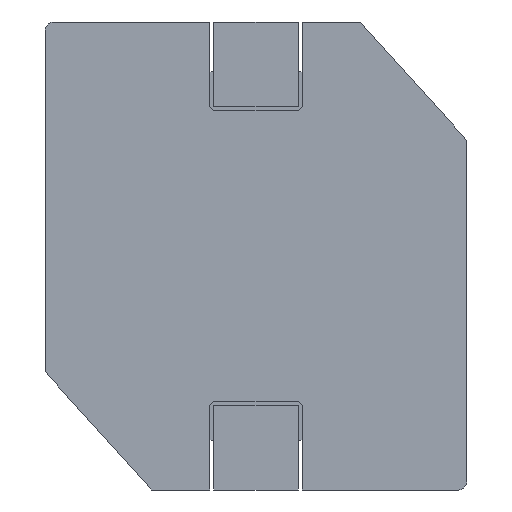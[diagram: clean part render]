
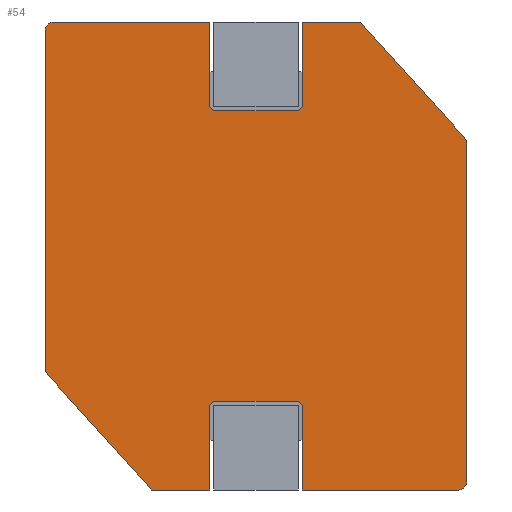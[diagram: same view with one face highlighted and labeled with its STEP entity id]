
A CAD part, front view. The second image highlights one B-rep face of the part: STEP entity #54.
In plain terms, the highlighted planar face has unit normal (0, -1, 0).
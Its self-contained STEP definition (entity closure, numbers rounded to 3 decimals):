
#54=ADVANCED_FACE('',(#136),#137,.F.);
#136=FACE_OUTER_BOUND('',#283,.T.);
#137=PLANE('',#284);
#283=EDGE_LOOP('',(#9386,#9387,#9388,#9389,#9390,#9391,#9392,#9393,#9394,#9395,#9396,#9397,#9398,#9399,#9400,#9401,#9402,#9403,#9404,#9405,#9406,#9407));
#284=AXIS2_PLACEMENT_3D('',#9408,#9409,#9410);
#9386=ORIENTED_EDGE('',*,*,#9909,.T.);
#9387=ORIENTED_EDGE('',*,*,#9910,.T.);
#9388=ORIENTED_EDGE('',*,*,#9911,.T.);
#9389=ORIENTED_EDGE('',*,*,#9912,.T.);
#9390=ORIENTED_EDGE('',*,*,#9913,.F.);
#9391=ORIENTED_EDGE('',*,*,#9914,.T.);
#9392=ORIENTED_EDGE('',*,*,#9915,.T.);
#9393=ORIENTED_EDGE('',*,*,#9916,.T.);
#9394=ORIENTED_EDGE('',*,*,#9917,.F.);
#9395=ORIENTED_EDGE('',*,*,#9918,.F.);
#9396=ORIENTED_EDGE('',*,*,#9919,.T.);
#9397=ORIENTED_EDGE('',*,*,#9920,.T.);
#9398=ORIENTED_EDGE('',*,*,#9921,.T.);
#9399=ORIENTED_EDGE('',*,*,#9922,.T.);
#9400=ORIENTED_EDGE('',*,*,#9923,.T.);
#9401=ORIENTED_EDGE('',*,*,#9924,.F.);
#9402=ORIENTED_EDGE('',*,*,#9925,.T.);
#9403=ORIENTED_EDGE('',*,*,#9926,.T.);
#9404=ORIENTED_EDGE('',*,*,#9927,.T.);
#9405=ORIENTED_EDGE('',*,*,#9928,.F.);
#9406=ORIENTED_EDGE('',*,*,#9929,.F.);
#9407=ORIENTED_EDGE('',*,*,#9930,.T.);
#9408=CARTESIAN_POINT('',(0.0,0.0,0.0));
#9409=DIRECTION('',(0.0,1.0,0.0));
#9410=DIRECTION('',(1.0,0.0,-0.0));
#9909=EDGE_CURVE('',#10134,#10135,#10136,.T.);
#9910=EDGE_CURVE('',#10135,#10137,#10138,.T.);
#9911=EDGE_CURVE('',#10137,#10139,#10140,.T.);
#9912=EDGE_CURVE('',#10139,#10141,#10142,.T.);
#9913=EDGE_CURVE('',#10143,#10141,#10144,.T.);
#9914=EDGE_CURVE('',#10143,#10145,#10146,.T.);
#9915=EDGE_CURVE('',#10145,#10147,#10148,.T.);
#9916=EDGE_CURVE('',#10147,#10149,#10150,.T.);
#9917=EDGE_CURVE('',#10151,#10149,#10152,.T.);
#9918=EDGE_CURVE('',#10153,#10151,#10154,.T.);
#9919=EDGE_CURVE('',#10153,#10155,#10156,.T.);
#9920=EDGE_CURVE('',#10155,#10157,#10158,.T.);
#9921=EDGE_CURVE('',#10157,#10159,#10160,.T.);
#9922=EDGE_CURVE('',#10159,#10161,#10162,.T.);
#9923=EDGE_CURVE('',#10161,#10163,#10164,.T.);
#9924=EDGE_CURVE('',#10165,#10163,#10166,.T.);
#9925=EDGE_CURVE('',#10165,#10167,#10168,.T.);
#9926=EDGE_CURVE('',#10167,#10169,#10170,.T.);
#9927=EDGE_CURVE('',#10169,#10171,#10172,.T.);
#9928=EDGE_CURVE('',#10173,#10171,#10174,.T.);
#9929=EDGE_CURVE('',#10175,#10173,#10176,.T.);
#9930=EDGE_CURVE('',#10175,#10134,#10177,.T.);
#10134=VERTEX_POINT('',#10531);
#10135=VERTEX_POINT('',#10532);
#10136=LINE('',#10533,#10534);
#10137=VERTEX_POINT('',#10535);
#10138=LINE('',#10536,#10537);
#10139=VERTEX_POINT('',#10538);
#10140=LINE('',#10539,#10540);
#10141=VERTEX_POINT('',#10541);
#10142=LINE('',#10542,#10543);
#10143=VERTEX_POINT('',#10544);
#10144=LINE('',#10545,#10546);
#10145=VERTEX_POINT('',#10547);
#10146=LINE('',#10548,#10549);
#10147=VERTEX_POINT('',#10550);
#10148=CIRCLE('',#10551,0.2);
#10149=VERTEX_POINT('',#10552);
#10150=LINE('',#10553,#10554);
#10151=VERTEX_POINT('',#10555);
#10152=LINE('',#10556,#10557);
#10153=VERTEX_POINT('',#10558);
#10154=LINE('',#10559,#10560);
#10155=VERTEX_POINT('',#10561);
#10156=LINE('',#10562,#10563);
#10157=VERTEX_POINT('',#10564);
#10158=LINE('',#10565,#10566);
#10159=VERTEX_POINT('',#10567);
#10160=LINE('',#10568,#10569);
#10161=VERTEX_POINT('',#10570);
#10162=LINE('',#10571,#10572);
#10163=VERTEX_POINT('',#10573);
#10164=LINE('',#10574,#10575);
#10165=VERTEX_POINT('',#10576);
#10166=LINE('',#10577,#10578);
#10167=VERTEX_POINT('',#10579);
#10168=LINE('',#10580,#10581);
#10169=VERTEX_POINT('',#10582);
#10170=CIRCLE('',#10583,0.2);
#10171=VERTEX_POINT('',#10584);
#10172=LINE('',#10585,#10586);
#10173=VERTEX_POINT('',#10587);
#10174=LINE('',#10588,#10589);
#10175=VERTEX_POINT('',#10590);
#10176=LINE('',#10591,#10592);
#10177=LINE('',#10593,#10594);
#10531=CARTESIAN_POINT('',(1.1,0.0,5.55));
#10532=CARTESIAN_POINT('',(1.1,0.0,3.55));
#10533=CARTESIAN_POINT('',(1.1,0.0,5.55));
#10534=VECTOR('',#15205,2.0);
#10535=CARTESIAN_POINT('',(1.0,0.0,3.45));
#10536=CARTESIAN_POINT('',(1.1,0.0,3.55));
#10537=VECTOR('',#15206,0.141);
#10538=CARTESIAN_POINT('',(-1.0,0.0,3.45));
#10539=CARTESIAN_POINT('',(1.0,0.0,3.45));
#10540=VECTOR('',#15207,2.0);
#10541=CARTESIAN_POINT('',(-1.1,0.0,3.55));
#10542=CARTESIAN_POINT('',(-1.0,0.0,3.45));
#10543=VECTOR('',#15208,0.141);
#10544=CARTESIAN_POINT('',(-1.1,0.0,5.55));
#10545=CARTESIAN_POINT('',(-1.1,0.0,5.55));
#10546=VECTOR('',#15209,2.0);
#10547=CARTESIAN_POINT('',(-4.8,0.0,5.55));
#10548=CARTESIAN_POINT('',(-1.1,0.0,5.55));
#10549=VECTOR('',#15210,3.7);
#10550=CARTESIAN_POINT('',(-5.0,0.0,5.35));
#10551=AXIS2_PLACEMENT_3D('',#15211,#15212,#15213);
#10552=CARTESIAN_POINT('',(-5.0,0.0,-2.748));
#10553=CARTESIAN_POINT('',(-5.0,0.0,5.35));
#10554=VECTOR('',#15214,8.098);
#10555=CARTESIAN_POINT('',(-3.253,0.0,-4.687));
#10556=CARTESIAN_POINT('',(-3.253,0.0,-4.687));
#10557=VECTOR('',#15215,2.61);
#10558=CARTESIAN_POINT('',(-2.476,0.0,-5.55));
#10559=CARTESIAN_POINT('',(-2.476,0.0,-5.55));
#10560=VECTOR('',#15216,1.161);
#10561=CARTESIAN_POINT('',(-1.1,0.0,-5.55));
#10562=CARTESIAN_POINT('',(-2.476,0.0,-5.55));
#10563=VECTOR('',#15217,1.376);
#10564=CARTESIAN_POINT('',(-1.1,0.0,-3.55));
#10565=CARTESIAN_POINT('',(-1.1,0.0,-5.55));
#10566=VECTOR('',#15218,2.0);
#10567=CARTESIAN_POINT('',(-1.0,0.0,-3.45));
#10568=CARTESIAN_POINT('',(-1.1,0.0,-3.55));
#10569=VECTOR('',#15219,0.141);
#10570=CARTESIAN_POINT('',(1.0,0.0,-3.45));
#10571=CARTESIAN_POINT('',(-1.0,0.0,-3.45));
#10572=VECTOR('',#15220,2.0);
#10573=CARTESIAN_POINT('',(1.1,0.0,-3.55));
#10574=CARTESIAN_POINT('',(1.0,0.0,-3.45));
#10575=VECTOR('',#15221,0.141);
#10576=CARTESIAN_POINT('',(1.1,0.0,-5.55));
#10577=CARTESIAN_POINT('',(1.1,0.0,-5.55));
#10578=VECTOR('',#15222,2.0);
#10579=CARTESIAN_POINT('',(4.8,0.0,-5.55));
#10580=CARTESIAN_POINT('',(1.1,0.0,-5.55));
#10581=VECTOR('',#15223,3.7);
#10582=CARTESIAN_POINT('',(5.0,0.0,-5.35));
#10583=AXIS2_PLACEMENT_3D('',#15224,#15225,#15226);
#10584=CARTESIAN_POINT('',(5.0,0.0,2.748));
#10585=CARTESIAN_POINT('',(5.0,0.0,-5.35));
#10586=VECTOR('',#15227,8.098);
#10587=CARTESIAN_POINT('',(3.253,0.0,4.687));
#10588=CARTESIAN_POINT('',(3.253,0.0,4.687));
#10589=VECTOR('',#15228,2.61);
#10590=CARTESIAN_POINT('',(2.476,0.0,5.55));
#10591=CARTESIAN_POINT('',(2.476,0.0,5.55));
#10592=VECTOR('',#15229,1.161);
#10593=CARTESIAN_POINT('',(2.476,0.0,5.55));
#10594=VECTOR('',#15230,1.376);
#15205=DIRECTION('',(0.0,0.0,-1.0));
#15206=DIRECTION('',(-0.707,0.0,-0.707));
#15207=DIRECTION('',(-1.0,0.0,0.0));
#15208=DIRECTION('',(-0.707,0.0,0.707));
#15209=DIRECTION('',(0.0,0.0,-1.0));
#15210=DIRECTION('',(-1.0,0.0,0.0));
#15211=CARTESIAN_POINT('',(-4.8,0.0,5.35));
#15212=DIRECTION('',(0.0,-1.0,0.0));
#15213=DIRECTION('',(0.0,0.0,1.0));
#15214=DIRECTION('',(0.0,0.0,-1.0));
#15215=DIRECTION('',(-0.669,0.0,0.743));
#15216=DIRECTION('',(-0.669,0.0,0.743));
#15217=DIRECTION('',(1.0,0.0,0.0));
#15218=DIRECTION('',(0.0,0.0,1.0));
#15219=DIRECTION('',(0.707,0.0,0.707));
#15220=DIRECTION('',(1.0,0.0,0.0));
#15221=DIRECTION('',(0.707,0.0,-0.707));
#15222=DIRECTION('',(0.0,0.0,1.0));
#15223=DIRECTION('',(1.0,0.0,0.0));
#15224=CARTESIAN_POINT('',(4.8,0.0,-5.35));
#15225=DIRECTION('',(0.0,-1.0,0.0));
#15226=DIRECTION('',(0.0,0.0,-1.0));
#15227=DIRECTION('',(0.0,0.0,1.0));
#15228=DIRECTION('',(0.669,0.0,-0.743));
#15229=DIRECTION('',(0.669,0.0,-0.743));
#15230=DIRECTION('',(-1.0,0.0,0.0));
